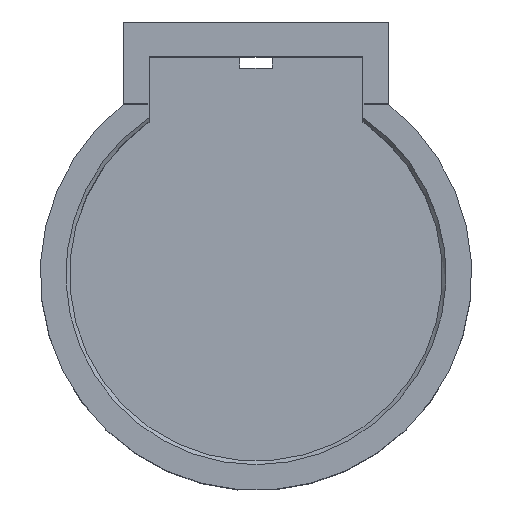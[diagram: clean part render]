
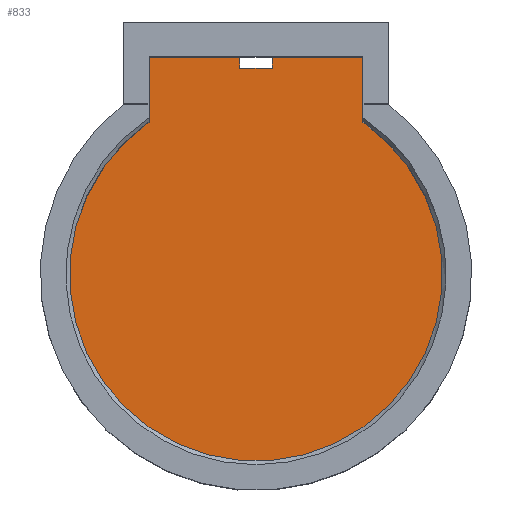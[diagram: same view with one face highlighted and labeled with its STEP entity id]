
A CAD part, top view. The second image highlights one B-rep face of the part: STEP entity #833.
In plain terms, the highlighted planar face has unit normal (0, 0, 1).
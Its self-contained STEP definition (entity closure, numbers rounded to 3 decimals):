
#254 = VERTEX_POINT('',#255);
#255 = CARTESIAN_POINT('',(2.2,28.254,2.));
#263 = EDGE_CURVE('',#254,#264,#266,.T.);
#264 = VERTEX_POINT('',#265);
#265 = CARTESIAN_POINT('',(2.2,29.754,2.));
#266 = LINE('',#267,#268);
#267 = CARTESIAN_POINT('',(2.2,28.254,2.));
#268 = VECTOR('',#269,1.);
#269 = DIRECTION('',(0.,1.,0.));
#390 = VERTEX_POINT('',#391);
#391 = CARTESIAN_POINT('',(-2.2,29.754,2.));
#397 = EDGE_CURVE('',#398,#390,#400,.T.);
#398 = VERTEX_POINT('',#399);
#399 = CARTESIAN_POINT('',(-2.2,28.254,2.));
#400 = LINE('',#401,#402);
#401 = CARTESIAN_POINT('',(-2.2,28.254,2.));
#402 = VECTOR('',#403,1.);
#403 = DIRECTION('',(0.,1.,0.));
#662 = VERTEX_POINT('',#663);
#663 = CARTESIAN_POINT('',(14.626,20.888,2.));
#689 = VERTEX_POINT('',#690);
#690 = CARTESIAN_POINT('',(14.626,29.754,2.));
#696 = EDGE_CURVE('',#662,#689,#697,.T.);
#697 = LINE('',#698,#699);
#698 = CARTESIAN_POINT('',(14.626,28.254,2.));
#699 = VECTOR('',#700,1.);
#700 = DIRECTION('',(0.,1.,0.));
#712 = VERTEX_POINT('',#713);
#713 = CARTESIAN_POINT('',(-14.626,29.754,2.));
#719 = EDGE_CURVE('',#390,#712,#720,.T.);
#720 = LINE('',#721,#722);
#721 = CARTESIAN_POINT('',(-7.313,29.754,2.));
#722 = VECTOR('',#723,1.);
#723 = DIRECTION('',(-1.,0.,0.));
#728 = EDGE_CURVE('',#689,#264,#729,.T.);
#729 = LINE('',#730,#731);
#730 = CARTESIAN_POINT('',(-7.313,29.754,2.));
#731 = VECTOR('',#732,1.);
#732 = DIRECTION('',(-1.,0.,0.));
#776 = VERTEX_POINT('',#777);
#777 = CARTESIAN_POINT('',(-14.626,20.888,2.));
#783 = EDGE_CURVE('',#776,#712,#784,.T.);
#784 = LINE('',#785,#786);
#785 = CARTESIAN_POINT('',(-14.626,11.926,2.));
#786 = VECTOR('',#787,1.);
#787 = DIRECTION('',(0.,1.,0.));
#816 = EDGE_CURVE('',#254,#398,#817,.T.);
#817 = LINE('',#818,#819);
#818 = CARTESIAN_POINT('',(2.2,28.254,2.));
#819 = VECTOR('',#820,1.);
#820 = DIRECTION('',(-1.,0.,0.));
#833 = ADVANCED_FACE('',(#834),#850,.T.);
#834 = FACE_BOUND('',#835,.T.);
#835 = EDGE_LOOP('',(#836,#837,#838,#839,#846,#847,#848,#849));
#836 = ORIENTED_EDGE('',*,*,#397,.T.);
#837 = ORIENTED_EDGE('',*,*,#719,.T.);
#838 = ORIENTED_EDGE('',*,*,#783,.F.);
#839 = ORIENTED_EDGE('',*,*,#840,.F.);
#840 = EDGE_CURVE('',#662,#776,#841,.T.);
#841 = CIRCLE('',#842,25.5);
#842 = AXIS2_PLACEMENT_3D('',#843,#844,#845);
#843 = CARTESIAN_POINT('',(0.,0.,2.));
#844 = DIRECTION('',(0.,0.,-1.));
#845 = DIRECTION('',(1.,0.,0.));
#846 = ORIENTED_EDGE('',*,*,#696,.T.);
#847 = ORIENTED_EDGE('',*,*,#728,.T.);
#848 = ORIENTED_EDGE('',*,*,#263,.F.);
#849 = ORIENTED_EDGE('',*,*,#816,.T.);
#850 = PLANE('',#851);
#851 = AXIS2_PLACEMENT_3D('',#852,#853,#854);
#852 = CARTESIAN_POINT('',(0.,5.502,2.));
#853 = DIRECTION('',(0.,0.,1.));
#854 = DIRECTION('',(1.,0.,0.));
